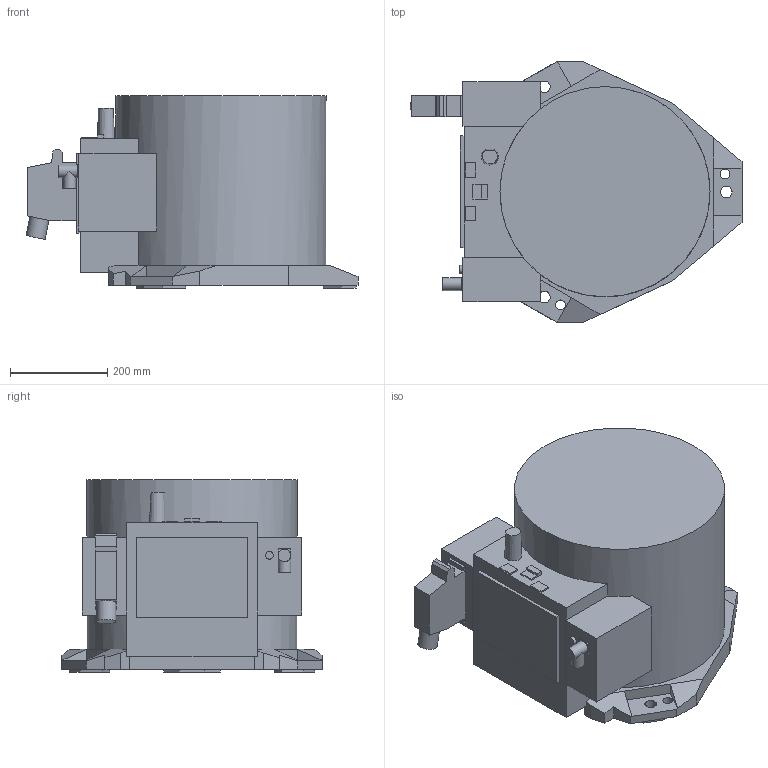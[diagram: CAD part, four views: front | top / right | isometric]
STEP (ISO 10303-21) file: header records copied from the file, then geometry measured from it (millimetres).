
FILE_DESCRIPTION(/* description */ (''),/* implementation_level */ '2;1');
FILE_NAME(/* name */ 'Sólido13_ipt_69eb30d7.STEP',/* time_stamp */ '2019-03-12T18:24:42-05:00',/* author */ ('a4lfr'),/* organization */ (''),/* preprocessor_version */ 'ST-DEVELOPER v17',/* originating_system */ 'Autodesk Inventor 2019',/* authorisation */ '');
FILE_SCHEMA (('AUTOMOTIVE_DESIGN { 1 0 10303 214 3 1 1 }'));
Length unit declared in the file: millimetre
Products named in the file (1): Sólido13
Bounding box: 684.31 x 536 x 396.92 mm (x, y, z)
Volume: 70142069 mm3; surface area: 1236628.3 mm2
Topology: 1 solids, 1 shells, 148 faces, 414 edges, 281 vertices
Faces by surface type: plane 124, cylinder 23, cone 1
Full cylindrical faces by diameter (mm): 16 x1, 20 x3, 24 x3, 26 x2, 40 x1, 433 x1
Entity records: 4973 total; most frequent: CARTESIAN_POINT 844, ORIENTED_EDGE 828, DIRECTION 789, EDGE_CURVE 414, LINE 337, VECTOR 337, VERTEX_POINT 281, AXIS2_PLACEMENT_3D 226
